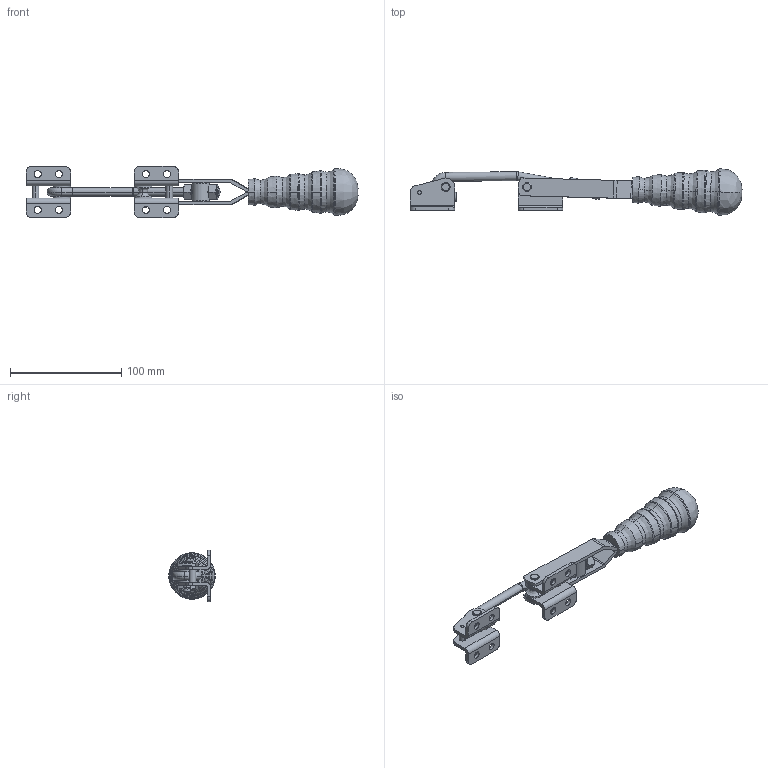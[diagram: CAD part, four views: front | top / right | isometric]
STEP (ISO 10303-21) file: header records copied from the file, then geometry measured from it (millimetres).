
FILE_DESCRIPTION((''),'2;1');
FILE_NAME('410A.0.stp','2005-09-01T11:43:54',('CAD'),(''),'Autodesk Inventor 8','Autodesk Inventor 8','');
FILE_SCHEMA(('AUTOMOTIVE_DESIGN { 1 0 10303 214 1 1 1 1 }'));
Length unit declared in the file: millimetre
Products named in the file (1): Part39
Bounding box: 298.16 x 41.64 x 46.14 mm (x, y, z)
Volume: 124367.9 mm3; surface area: 40406.3 mm2
Topology: 6 solids, 6 shells, 299 faces, 766 edges, 471 vertices
Faces by surface type: bspline 74, cylinder 72, plane 71, cone 58, torus 24
Entity records: 10439 total; most frequent: CARTESIAN_POINT 3219, DIRECTION 1572, ORIENTED_EDGE 1524, EDGE_CURVE 762, AXIS2_PLACEMENT_3D 638, VERTEX_POINT 471, CIRCLE 412, EDGE_LOOP 332
